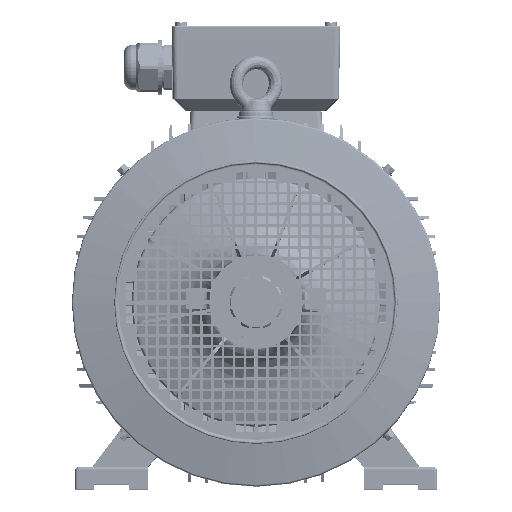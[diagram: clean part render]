
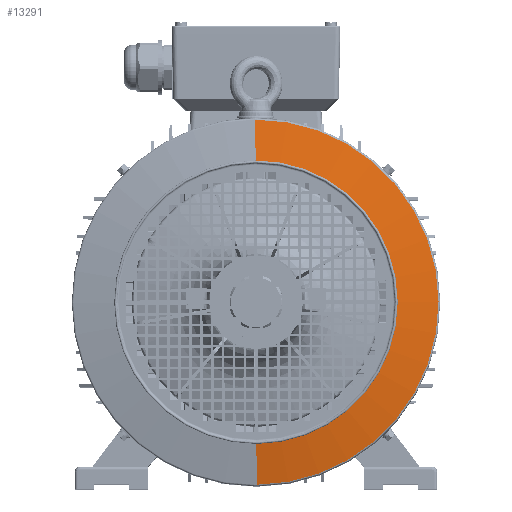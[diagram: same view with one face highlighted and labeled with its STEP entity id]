
A CAD part, top view. The second image highlights one B-rep face of the part: STEP entity #13291.
In plain terms, the highlighted conical face has half-angle 80 degrees and reference radius 136.574 mm.
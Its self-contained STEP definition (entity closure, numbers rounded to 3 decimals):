
#9452=CONICAL_SURFACE('',#107441,136.574,80.);
#13291=ADVANCED_FACE('',(#19573),#9452,.T.);
#19573=FACE_OUTER_BOUND('',#25632,.T.);
#25632=EDGE_LOOP('',(#63062,#63063,#63064,#63065));
#31336=LINE('',#189798,#39479);
#31337=LINE('',#189802,#39480);
#39479=VECTOR('',#126264,1.);
#39480=VECTOR('',#126267,1.);
#63062=ORIENTED_EDGE('',*,*,#91862,.F.);
#63063=ORIENTED_EDGE('',*,*,#91863,.F.);
#63064=ORIENTED_EDGE('',*,*,#91864,.T.);
#63065=ORIENTED_EDGE('',*,*,#91865,.T.);
#79192=VERTEX_POINT('',#189796);
#79193=VERTEX_POINT('',#189797);
#79194=VERTEX_POINT('',#189799);
#79195=VERTEX_POINT('',#189801);
#91862=EDGE_CURVE('',#79192,#79193,#100433,.T.);
#91863=EDGE_CURVE('',#79194,#79192,#31336,.T.);
#91864=EDGE_CURVE('',#79194,#79195,#100434,.T.);
#91865=EDGE_CURVE('',#79195,#79193,#31337,.T.);
#100433=CIRCLE('',#107439,136.574);
#100434=CIRCLE('',#107440,175.847);
#107439=AXIS2_PLACEMENT_3D('',#189795,#126262,#126263);
#107440=AXIS2_PLACEMENT_3D('',#189800,#126265,#126266);
#107441=AXIS2_PLACEMENT_3D('',#189803,#126268,#126269);
#126262=DIRECTION('',(0.,0.,1.));
#126263=DIRECTION('',(0.003,-1.,0.));
#126264=DIRECTION('',(-0.003,0.985,0.174));
#126265=DIRECTION('',(0.,0.,1.));
#126266=DIRECTION('',(0.003,-1.,0.));
#126267=DIRECTION('',(0.003,-0.985,0.174));
#126268=DIRECTION('',(0.,0.,-1.));
#126269=DIRECTION('',(0.003,-1.,0.));
#189795=CARTESIAN_POINT('',(59.478,-8.346,372.277));
#189796=CARTESIAN_POINT('',(59.922,-144.919,372.277));
#189797=CARTESIAN_POINT('',(59.034,128.227,372.277));
#189798=CARTESIAN_POINT('',(59.922,-144.919,372.277));
#189799=CARTESIAN_POINT('',(60.05,-184.193,365.352));
#189800=CARTESIAN_POINT('',(59.478,-8.346,365.352));
#189801=CARTESIAN_POINT('',(58.907,167.5,365.352));
#189802=CARTESIAN_POINT('',(59.034,128.227,372.277));
#189803=CARTESIAN_POINT('',(59.478,-8.346,372.277));
